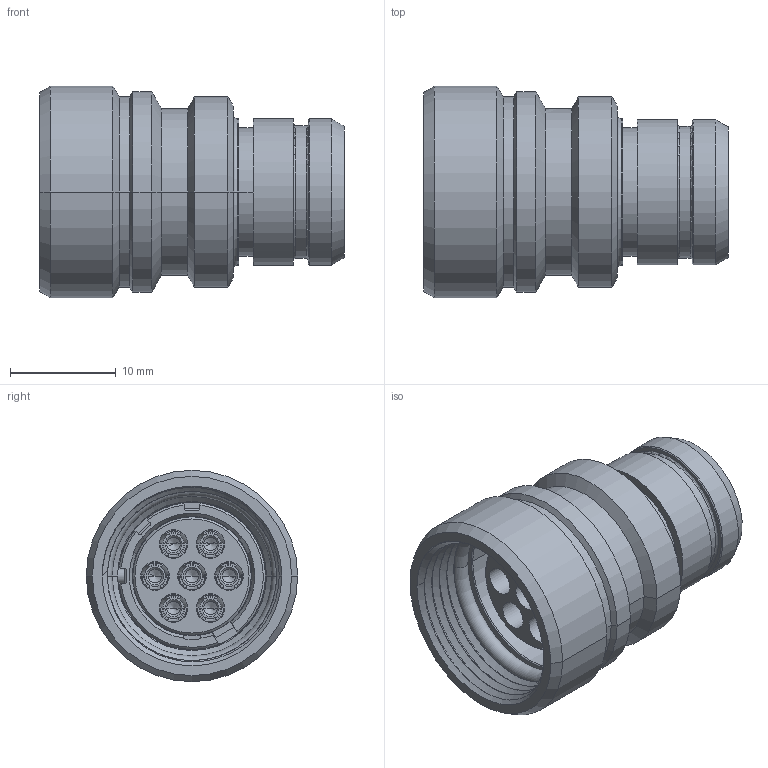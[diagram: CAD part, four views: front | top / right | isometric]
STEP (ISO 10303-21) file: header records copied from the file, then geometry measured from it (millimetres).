
FILE_DESCRIPTION((''),'2;1');
FILE_NAME('1332P107FS_SW0001','2018-10-25T08:31:30',('laurentbigonski'),('NET AG system integration'),'CREO PARAMETRIC BY PTC INC, 2017260','CREO PARAMETRIC BY PTC INC, 2017260','');
FILE_SCHEMA(('AUTOMOTIVE_DESIGN { 1 0 10303 214 1 1 1 1 }'));
Length unit declared in the file: millimetre
Products named in the file (1): 1332P107FS_SW0001
Bounding box: 28.8 x 20 x 20 mm (x, y, z)
Volume: 4138 mm3; surface area: 7475.9 mm2
Topology: 1 solids, 3 shells, 836 faces, 2107 edges, 1287 vertices
Faces by surface type: plane 303, cylinder 242, cone 157, torus 88, bspline 46
Entity records: 34717 total; most frequent: CARTESIAN_POINT 8637, DIRECTION 4361, ORIENTED_EDGE 4158, EDGE_CURVE 2079, AXIS2_PLACEMENT_3D 1756, VERTEX_POINT 1287, EDGE_LOOP 978, CIRCLE 966
